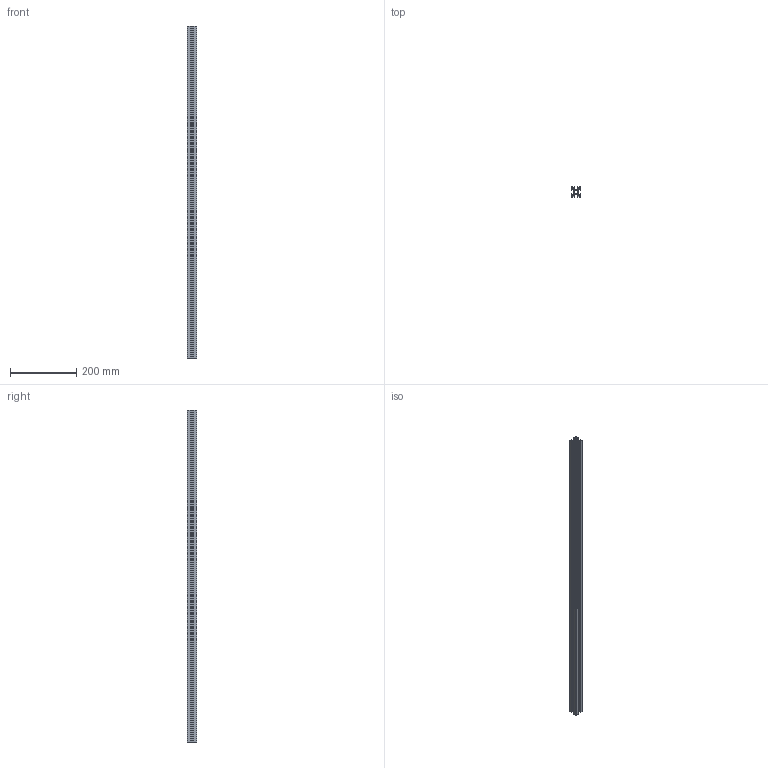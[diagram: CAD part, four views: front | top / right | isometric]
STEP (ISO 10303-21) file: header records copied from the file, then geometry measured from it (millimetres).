
FILE_DESCRIPTION (( 'STEP AP203' ), '1' );
FILE_NAME ('333HB Ïðîôèëü êîíñòðóêöèîííûé 30õ30HB.step', '2026-02-03T07:02:52', ( '' ), ( '' ), 'SwSTEP 2.0', 'SolidWorks 2026', '' );
FILE_SCHEMA (( 'CONFIG_CONTROL_DESIGN' ));
Length unit declared in the file: millimetre
Products named in the file (2): 333HB Профиль конструкционный 30х30HB_00; 333HB Профиль конструкционный 30х30HB
Assembly tree (1 placements, depth 2):
  333HB Профиль конструкционный 30х30HB
    333HB Профиль конструкционный 30х30HB_00
Bounding box: 30 x 30 x 1000 mm (x, y, z)
Volume: 311771.6 mm3; surface area: 324521.1 mm2
Topology: 1 solids, 1 shells, 162 faces, 480 edges, 320 vertices
Faces by surface type: cylinder 88, plane 74
Entity records: 5696 total; most frequent: DIRECTION 988, CARTESIAN_POINT 966, ORIENTED_EDGE 960, EDGE_CURVE 480, AXIS2_PLACEMENT_3D 342, VERTEX_POINT 320, LINE 304, VECTOR 304
